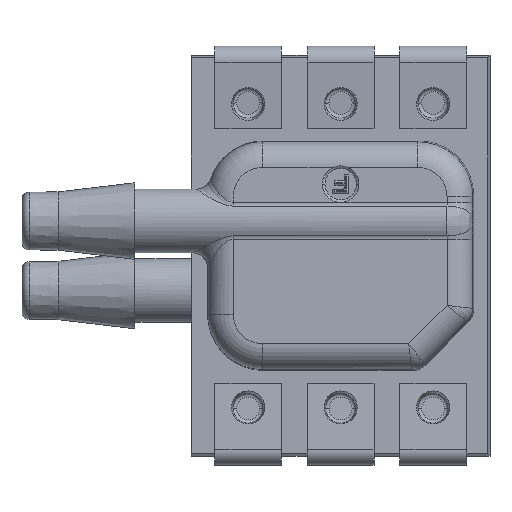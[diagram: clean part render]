
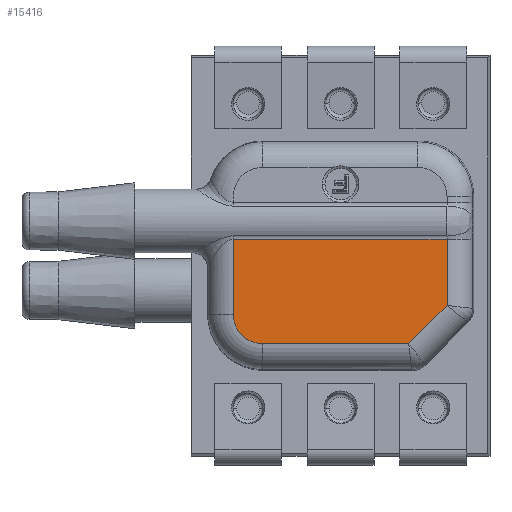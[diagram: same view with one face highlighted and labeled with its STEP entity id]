
A CAD part, top view. The second image highlights one B-rep face of the part: STEP entity #15416.
In plain terms, the highlighted planar face has unit normal (0, 0, 1).
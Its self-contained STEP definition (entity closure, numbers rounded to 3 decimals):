
#3093=CARTESIAN_POINT('',(9.258,6.879,3.46));
#3374=CARTESIAN_POINT('',(10.311,9.747,3.46));
#4066=DIRECTION('',(0.,1.,0.));
#4067=VECTOR('',#4066,1.815);
#4068=CARTESIAN_POINT('',(10.311,7.932,3.46));
#4069=LINE('',#4068,#4067);
#4075=DIRECTION('',(1.,0.,0.));
#4076=VECTOR('',#4075,5.87);
#4077=CARTESIAN_POINT('',(4.441,9.747,3.46));
#4078=LINE('',#4077,#4076);
#4079=DIRECTION('',(-0.707,-0.707,0.));
#4080=VECTOR('',#4079,1.489);
#4081=CARTESIAN_POINT('',(10.311,7.932,3.46));
#4082=LINE('',#4081,#4080);
#4083=DIRECTION('',(-1.,0.,0.));
#4084=VECTOR('',#4083,4.017);
#4085=CARTESIAN_POINT('',(9.258,6.879,3.46));
#4086=LINE('',#4085,#4084);
#4087=CARTESIAN_POINT('',(5.241,7.679,3.46));
#4088=DIRECTION('',(0.,0.,-1.));
#4089=DIRECTION('',(0.,-1.,0.));
#4090=AXIS2_PLACEMENT_3D('',#4087,#4088,#4089);
#4092=DIRECTION('',(0.,1.,0.));
#4093=VECTOR('',#4092,2.068);
#4094=CARTESIAN_POINT('',(4.441,7.679,3.46));
#4095=LINE('',#4094,#4093);
#7758=VERTEX_POINT('',#3374);
#7759=CARTESIAN_POINT('',(4.441,9.747,3.46));
#7760=VERTEX_POINT('',#7759);
#7781=CARTESIAN_POINT('',(4.441,7.679,3.46));
#7782=VERTEX_POINT('',#7781);
#7798=VERTEX_POINT('',#3093);
#7799=CARTESIAN_POINT('',(5.241,6.879,3.46));
#7800=VERTEX_POINT('',#7799);
#7801=CARTESIAN_POINT('',(10.311,7.932,3.46));
#7802=VERTEX_POINT('',#7801);
#15402=CARTESIAN_POINT('',(7.376,8.313,3.46));
#15403=DIRECTION('',(0.,0.,1.));
#15404=DIRECTION('',(-1.,0.,0.));
#15405=AXIS2_PLACEMENT_3D('',#15402,#15403,#15404);
#15406=PLANE('',#15405);
#15407=ORIENTED_EDGE('',*,*,#14397,.T.);
#15408=ORIENTED_EDGE('',*,*,#15393,.F.);
#15409=ORIENTED_EDGE('',*,*,#13072,.T.);
#15410=ORIENTED_EDGE('',*,*,#13203,.T.);
#15411=ORIENTED_EDGE('',*,*,#13218,.T.);
#15413=ORIENTED_EDGE('',*,*,#15412,.T.);
#15414=EDGE_LOOP('',(#15407,#15408,#15409,#15410,#15411,#15413));
#15415=FACE_OUTER_BOUND('',#15414,.F.);
#15416=ADVANCED_FACE('',(#15415),#15406,.T.);
#4091=CIRCLE('',#4090,0.8);
#13072=EDGE_CURVE('',#7802,#7798,#4082,.T.);
#13203=EDGE_CURVE('',#7798,#7800,#4086,.T.);
#13218=EDGE_CURVE('',#7800,#7782,#4091,.T.);
#14397=EDGE_CURVE('',#7760,#7758,#4078,.T.);
#15393=EDGE_CURVE('',#7802,#7758,#4069,.T.);
#15412=EDGE_CURVE('',#7782,#7760,#4095,.T.);
